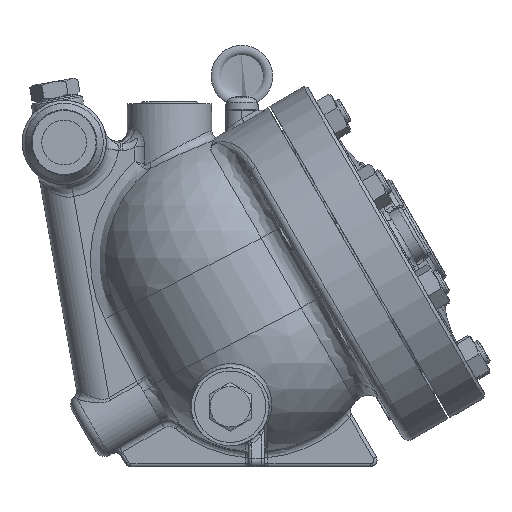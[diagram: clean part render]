
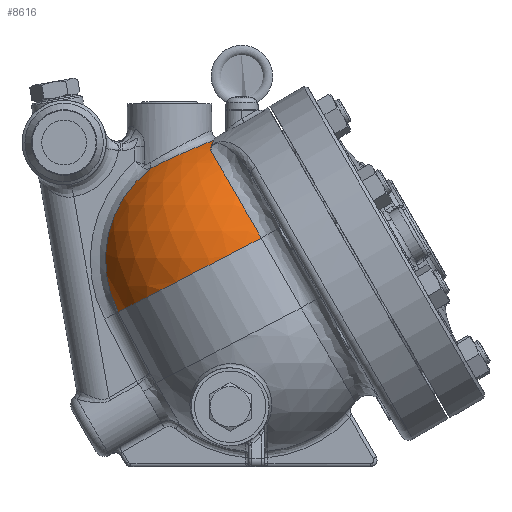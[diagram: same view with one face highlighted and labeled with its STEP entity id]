
A CAD part, front view. The second image highlights one B-rep face of the part: STEP entity #8616.
In plain terms, the highlighted spherical face has radius 75 mm.
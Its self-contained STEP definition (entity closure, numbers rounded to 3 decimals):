
#1922=CARTESIAN_POINT('',(25.401,-32.452,-4.841));
#1923=VERTEX_POINT('',#1922);
#2056=CARTESIAN_POINT('',(56.652,-69.219,-58.969));
#2057=VERTEX_POINT('',#2056);
#2058=CARTESIAN_POINT('',(55.978,0.,-57.803));
#2059=DIRECTION('',(0.866,0.,0.5));
#2060=DIRECTION('',(-0.01,-1.,0.017));
#2061=AXIS2_PLACEMENT_3D('',#2058,#2059,#2060);
#2062=CIRCLE('',#2061,69.232);
#2063=EDGE_CURVE('',#1923,#2057,#2062,.T.);
#3632=CARTESIAN_POINT('',(-31.633,-25.588,-104.587));
#3633=VERTEX_POINT('',#3632);
#3664=CARTESIAN_POINT('',(31.,0.0,-72.224));
#3665=DIRECTION('',(0.459,0.0,-0.888));
#3666=DIRECTION('',(-0.888,0.0,-0.459));
#3667=AXIS2_PLACEMENT_3D('',#3664,#3665,#3666);
#3668=CIRCLE('',#3667,75.);
#3669=EDGE_CURVE('',#2057,#3633,#3668,.T.);
#6835=CARTESIAN_POINT('',(27.249,-13.783,1.403));
#6836=VERTEX_POINT('',#6835);
#6860=CARTESIAN_POINT('',(25.623,-26.305,-2.194));
#6861=VERTEX_POINT('',#6860);
#6862=CARTESIAN_POINT('',(25.623,-26.305,-2.194));
#6863=CARTESIAN_POINT('',(26.154,-23.479,-1.092));
#6864=CARTESIAN_POINT('',(26.584,-20.46,-0.133));
#6865=CARTESIAN_POINT('',(26.914,-17.362,0.624));
#6866=CARTESIAN_POINT('',(27.04,-16.178,0.914));
#6867=CARTESIAN_POINT('',(27.151,-14.983,1.174));
#6868=CARTESIAN_POINT('',(27.249,-13.783,1.403));
#6869=B_SPLINE_CURVE_WITH_KNOTS('',3,(#6862,#6863,#6864,#6865,#6866,#6867,#6868),.UNSPECIFIED.,.F.,.U.,(4,3,4),(4.27,5.158,5.496),.UNSPECIFIED.);
#6870=EDGE_CURVE('',#6861,#6836,#6869,.T.);
#8323=CARTESIAN_POINT('',(25.401,-32.452,-4.841));
#8324=CARTESIAN_POINT('',(25.4,-32.432,-4.831));
#8325=CARTESIAN_POINT('',(25.399,-32.411,-4.821));
#8326=CARTESIAN_POINT('',(25.318,-30.728,-4.019));
#8327=CARTESIAN_POINT('',(25.319,-29.245,-3.381));
#8328=CARTESIAN_POINT('',(25.455,-27.435,-2.64));
#8329=CARTESIAN_POINT('',(25.519,-26.858,-2.41));
#8330=CARTESIAN_POINT('',(25.623,-26.305,-2.194));
#8331=B_SPLINE_CURVE_WITH_KNOTS('',3,(#8323,#8324,#8325,#8326,#8327,#8328,#8329,#8330),.UNSPECIFIED.,.F.,.U.,(4,2,2,4),(-0.007,0.0,0.553,0.796),.UNSPECIFIED.);
#8332=EDGE_CURVE('',#6861,#1923,#8331,.F.);
#8542=CARTESIAN_POINT('',(-11.609,-25.588,-16.057));
#8543=VERTEX_POINT('',#8542);
#8572=CARTESIAN_POINT('',(31.,-25.588,-72.224));
#8573=DIRECTION('',(0.0,1.,0.0));
#8574=DIRECTION('',(-0.984,0.0,0.178));
#8575=AXIS2_PLACEMENT_3D('',#8572,#8573,#8574);
#8576=CIRCLE('',#8575,70.5);
#8577=EDGE_CURVE('',#3633,#8543,#8576,.T.);
#8582=CARTESIAN_POINT('',(31.,0.0,-72.224));
#8583=DIRECTION('',(0.0,0.0,1.0));
#8584=DIRECTION('',(1.0,0.0,0.0));
#8585=AXIS2_PLACEMENT_3D('',#8582,#8583,#8584);
#8586=SPHERICAL_SURFACE('',#8585,75.0);
#8587=CARTESIAN_POINT('',(-11.609,-25.588,-16.057));
#8588=CARTESIAN_POINT('',(-10.4,-26.224,-15.429));
#8589=CARTESIAN_POINT('',(-8.527,-27.043,-14.473));
#8590=CARTESIAN_POINT('',(-5.964,-27.858,-13.196));
#8591=CARTESIAN_POINT('',(-3.334,-28.497,-11.908));
#8592=CARTESIAN_POINT('',(-0.636,-28.857,-10.617));
#8593=CARTESIAN_POINT('',(2.085,-28.93,-9.346));
#8594=CARTESIAN_POINT('',(4.347,-28.831,-8.304));
#8595=CARTESIAN_POINT('',(6.821,-28.518,-7.185));
#8596=CARTESIAN_POINT('',(10.41,-27.715,-5.59));
#8597=CARTESIAN_POINT('',(13.895,-26.388,-4.084));
#8598=CARTESIAN_POINT('',(17.151,-24.572,-2.709));
#8599=CARTESIAN_POINT('',(20.27,-22.412,-1.41));
#8600=CARTESIAN_POINT('',(22.729,-20.101,-0.407));
#8601=CARTESIAN_POINT('',(24.569,-17.879,0.334));
#8602=CARTESIAN_POINT('',(25.731,-16.324,0.8));
#8603=CARTESIAN_POINT('',(26.61,-14.939,1.15));
#8604=CARTESIAN_POINT('',(27.168,-13.931,1.371));
#8605=CARTESIAN_POINT('',(27.249,-13.783,1.403));
#8606=B_SPLINE_CURVE_WITH_KNOTS('',3,(#8587,#8588,#8589,#8590,#8591,#8592,#8593,#8594,#8595,#8596,#8597,#8598,#8599,#8600,#8601,#8602,#8603,#8604,#8605),.UNSPECIFIED.,.F.,.U.,(4,1,1,1,1,1,1,1,1,1,1,1,1,1,1,1,4),(11.19,11.665,11.902,12.14,12.615,12.852,13.089,13.406,13.722,14.356,14.672,14.989,15.622,15.78,15.938,16.255,16.309),.UNSPECIFIED.);
#8607=EDGE_CURVE('',#8543,#6836,#8606,.T.);
#8608=ORIENTED_EDGE('',*,*,#8607,.F.);
#8609=ORIENTED_EDGE('',*,*,#8577,.F.);
#8610=ORIENTED_EDGE('',*,*,#3669,.F.);
#8611=ORIENTED_EDGE('',*,*,#2063,.F.);
#8612=ORIENTED_EDGE('',*,*,#8332,.F.);
#8613=ORIENTED_EDGE('',*,*,#6870,.T.);
#8614=EDGE_LOOP('',(#8608,#8609,#8610,#8611,#8612,#8613));
#8615=FACE_OUTER_BOUND('',#8614,.T.);
#8616=ADVANCED_FACE('',(#8615),#8586,.T.);
